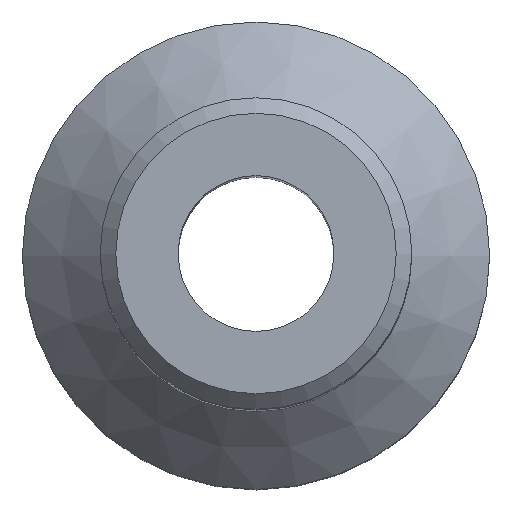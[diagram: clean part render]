
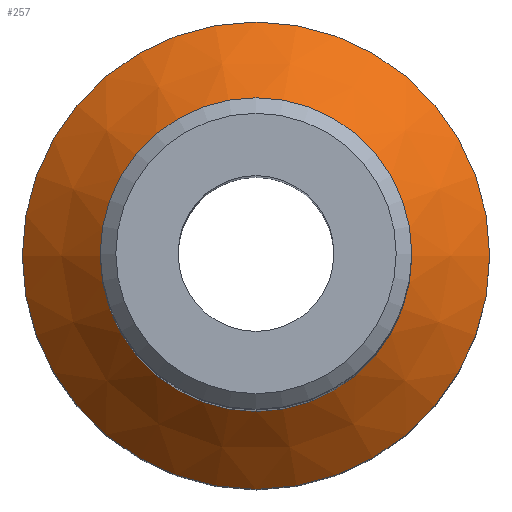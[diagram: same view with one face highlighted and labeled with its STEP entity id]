
A CAD part, top view. The second image highlights one B-rep face of the part: STEP entity #257.
In plain terms, the highlighted conical face has half-angle 45 degrees and reference radius 3 mm.
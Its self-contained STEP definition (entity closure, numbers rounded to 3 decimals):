
#31=CONICAL_SURFACE('',#301,3.,0.785);
#51=ORIENTED_EDGE('',*,*,#91,.F.);
#52=ORIENTED_EDGE('',*,*,#90,.T.);
#90=EDGE_CURVE('',#113,#113,#136,.T.);
#91=EDGE_CURVE('',#114,#114,#137,.T.);
#113=VERTEX_POINT('',#449);
#114=VERTEX_POINT('',#452);
#136=CIRCLE('',#300,3.);
#137=CIRCLE('',#302,4.5);
#166=EDGE_LOOP('',(#51));
#167=EDGE_LOOP('',(#52));
#212=FACE_BOUND('',#166,.T.);
#213=FACE_BOUND('',#167,.T.);
#257=ADVANCED_FACE('',(#212,#213),#31,.T.);
#300=AXIS2_PLACEMENT_3D('',#448,#362,#363);
#301=AXIS2_PLACEMENT_3D('',#450,#364,#365);
#302=AXIS2_PLACEMENT_3D('',#451,#366,#367);
#362=DIRECTION('',(0.,0.,-1.));
#363=DIRECTION('',(-1.,0.,0.));
#364=DIRECTION('',(0.,0.,-1.));
#365=DIRECTION('',(-1.,0.,0.));
#366=DIRECTION('',(0.,0.,-1.));
#367=DIRECTION('',(-1.,0.,0.));
#448=CARTESIAN_POINT('',(0.,0.,-22.5));
#449=CARTESIAN_POINT('',(-3.,0.,-22.5));
#450=CARTESIAN_POINT('',(0.,0.,-22.5));
#451=CARTESIAN_POINT('',(0.,0.,-24.));
#452=CARTESIAN_POINT('',(-4.5,0.,-24.));
